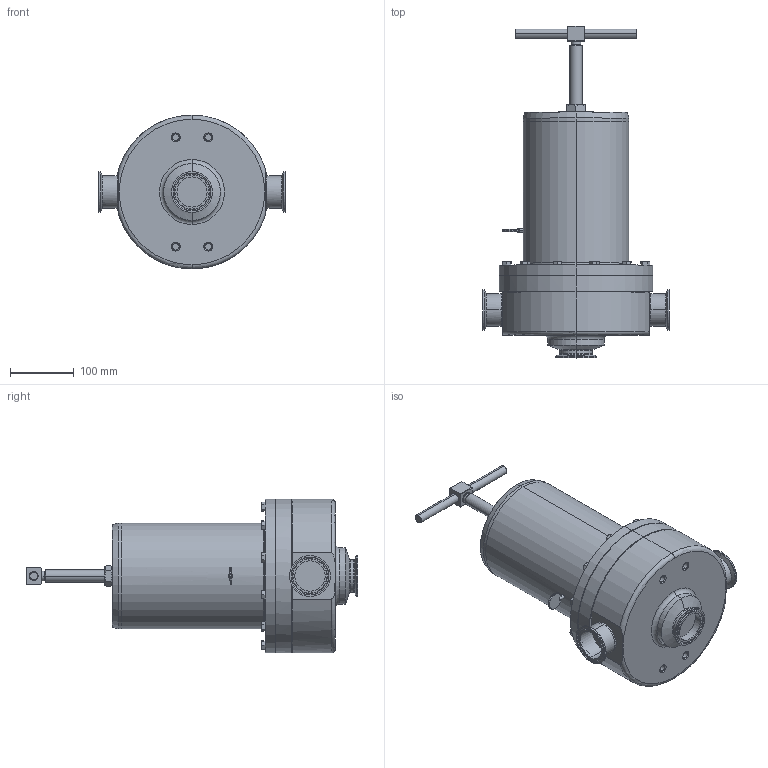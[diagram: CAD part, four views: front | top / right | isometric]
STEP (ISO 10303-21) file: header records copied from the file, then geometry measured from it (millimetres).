
FILE_DESCRIPTION (( 'STEP AP203' ), '1' );
FILE_NAME ('95FT-200-6L.STEP', '2023-03-21T16:31:17', ( '' ), ( '' ), 'SwSTEP 2.0', 'SolidWorks 2022', '' );
FILE_SCHEMA (( 'CONFIG_CONTROL_DESIGN' ));
Length unit declared in the file: inch
Products named in the file (1): 95FT-200-6L
Bounding box: 291.74 x 519.68 x 240.54 mm (x, y, z)
Volume: 10334491.1 mm3; surface area: 388964.5 mm2
Topology: 1 solids, 1 shells, 409 faces, 941 edges, 572 vertices
Faces by surface type: plane 131, cone 124, cylinder 122, torus 32
Entity records: 12675 total; most frequent: CARTESIAN_POINT 3295, DIRECTION 1988, ORIENTED_EDGE 1882, EDGE_CURVE 941, AXIS2_PLACEMENT_3D 823, VERTEX_POINT 572, EDGE_LOOP 495, CIRCLE 413
